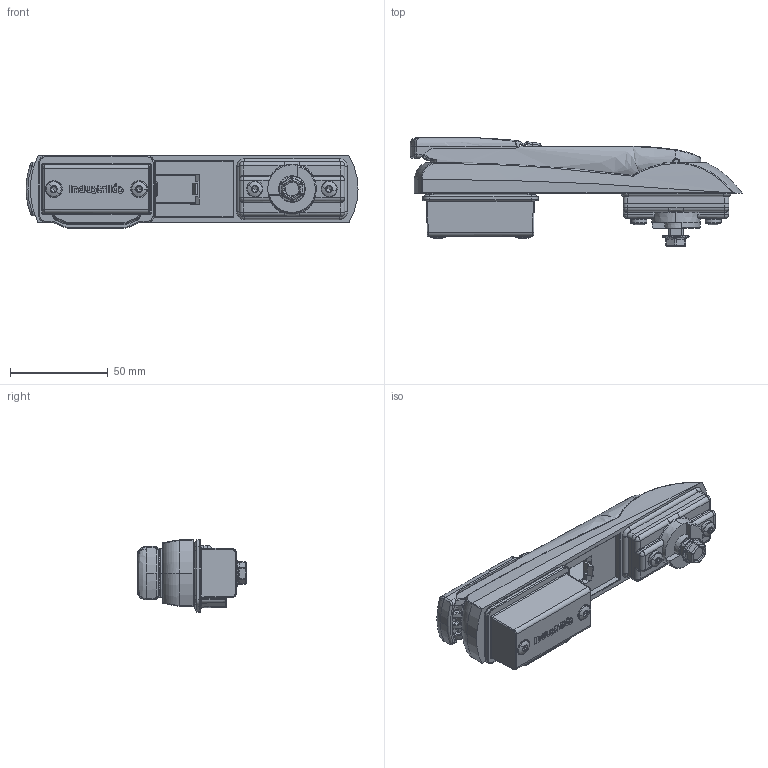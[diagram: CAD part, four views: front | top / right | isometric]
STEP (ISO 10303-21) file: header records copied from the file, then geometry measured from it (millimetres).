
FILE_DESCRIPTION (( 'STEP AP214' ), '1' );
FILE_NAME ('121611320-C60D_Industrilas.step', '2025-09-15T11:58:49', ( '' ), ( '' ), 'SwSTEP 2.0', 'SolidWorks 2010', '' );
FILE_SCHEMA (( 'AUTOMOTIVE_DESIGN' ));
Length unit declared in the file: millimetre
Products named in the file (16): 00005939(12500102)-2; 00005939(12500102)(2)-2; 00005939(12500102)(3)-2; 00007804(12210103-2)-2; 00006074(12506001)-1; 00005941(Default)-2; 00005941(Default)(2)-2; 012139(012135)-2; 00007173-1; 00002423-2; 90-H; 042172-2; 297001-2; 012103(Default)-2; 297027-2; 121611320-C60D_Industrilas
Assembly tree (19 placements, depth 2):
  121611320-C60D_Industrilas
    00005939(12500102)-2
    00007804(12210103-2)-2
    012139(012135)-2  x4
    297027-2  x2
    00005939(12500102)(2)-2
    012103(Default)-2
    00006074(12506001)-1
    042172-2
    00007173-1
    00005941(Default)(2)-2
    00002423-2
    00005941(Default)-2
    90-H
    00005939(12500102)(3)-2
    297001-2
Bounding box: 169.75 x 55.67 x 37 mm (x, y, z)
Volume: 100869 mm3; surface area: 73854.2 mm2
Topology: 20 solids, 20 shells, 3137 faces, 7648 edges, 4489 vertices
Faces by surface type: bspline 807, cylinder 789, plane 732, cone 372, torus 316, sphere 121
Entity records: 112089 total; most frequent: CARTESIAN_POINT 52179, ORIENTED_EDGE 13644, DIRECTION 10842, EDGE_CURVE 6822, AXIS2_PLACEMENT_3D 4298, VERTEX_POINT 4086, EDGE_LOOP 2916, FACE_OUTER_BOUND 2821
